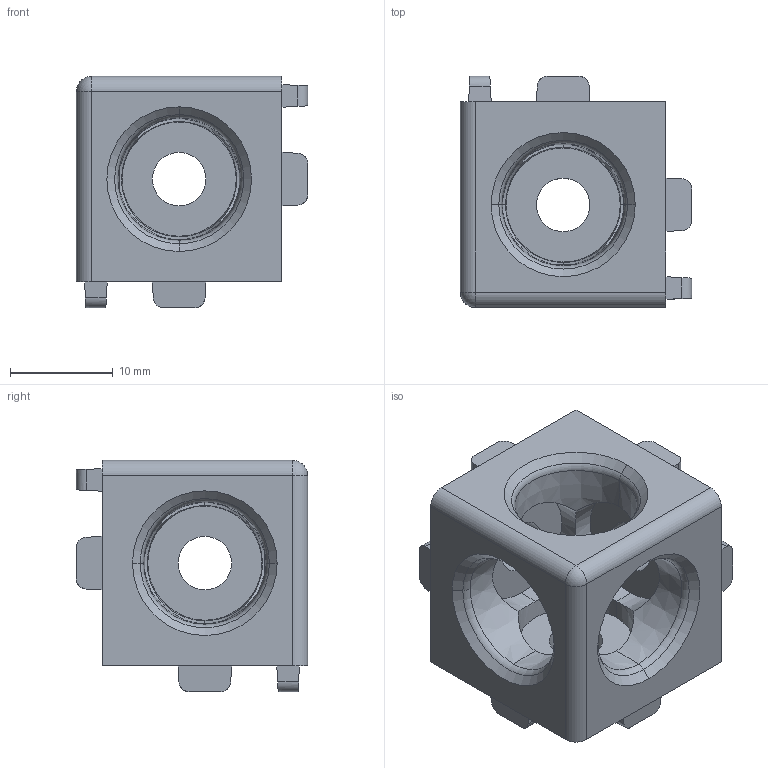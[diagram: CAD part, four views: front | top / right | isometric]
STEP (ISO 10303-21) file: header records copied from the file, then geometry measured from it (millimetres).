
FILE_DESCRIPTION (( 'STEP AP214' ), '1' );
FILE_NAME ('093ww202n05.STEP', '2014-08-21T06:35:50', ( '' ), ( '' ), 'SwSTEP 2.0', 'SolidWorks 2014', '' );
FILE_SCHEMA (( 'AUTOMOTIVE_DESIGN' ));
Length unit declared in the file: millimetre
Products named in the file (1): 093ww202n05
Bounding box: 22.5 x 22.5 x 22.5 mm (x, y, z)
Volume: 4169.9 mm3; surface area: 3436.4 mm2
Topology: 1 solids, 1 shells, 198 faces, 488 edges, 289 vertices
Faces by surface type: plane 77, cylinder 71, sphere 26, cone 18, torus 6
Entity records: 5958 total; most frequent: CARTESIAN_POINT 1401, ORIENTED_EDGE 958, DIRECTION 932, EDGE_CURVE 479, AXIS2_PLACEMENT_3D 324, VERTEX_POINT 289, VECTOR 284, LINE 284
